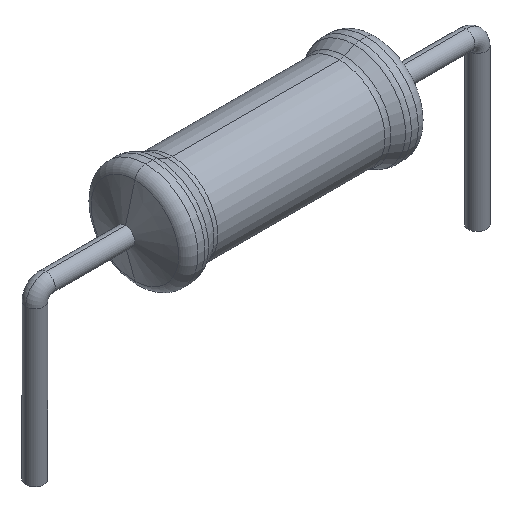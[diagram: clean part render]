
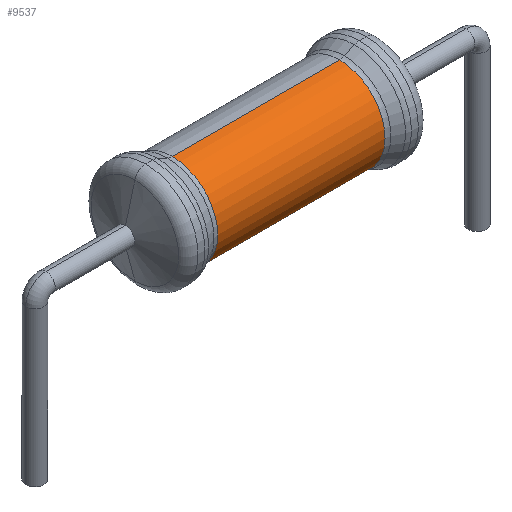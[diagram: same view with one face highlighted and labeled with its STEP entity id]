
A CAD part, isometric view. The second image highlights one B-rep face of the part: STEP entity #9537.
In plain terms, the highlighted cylindrical face has radius 2 mm (diameter 4 mm), a partial arc.
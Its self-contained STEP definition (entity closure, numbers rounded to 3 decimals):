
#325 = ORIENTED_EDGE ( 'NONE', *, *, #5959, .T. ) ;
#476 = VERTEX_POINT ( 'NONE', #5947 ) ;
#623 = AXIS2_PLACEMENT_3D ( 'NONE', #12020, #9823, #5648 ) ;
#956 = CARTESIAN_POINT ( 'NONE',  ( 3.687, 0., 2. ) ) ;
#1277 = CARTESIAN_POINT ( 'NONE',  ( -3.687, 0., 0. ) ) ;
#1417 = VECTOR ( 'NONE', #2828, 1000. ) ;
#2828 = DIRECTION ( 'NONE',  ( 1., 0., 0. ) ) ;
#3042 = VECTOR ( 'NONE', #13976, 1000. ) ;
#3364 = FACE_OUTER_BOUND ( 'NONE', #4039, .T. ) ;
#3865 = VERTEX_POINT ( 'NONE', #956 ) ;
#4013 = CARTESIAN_POINT ( 'NONE',  ( 0., 0., 2. ) ) ;
#4039 = EDGE_LOOP ( 'NONE', ( #4247, #7483, #325, #12966 ) ) ;
#4147 = LINE ( 'NONE', #4013, #1417 ) ;
#4242 = CARTESIAN_POINT ( 'NONE',  ( 3.687, 0., -2. ) ) ;
#4247 = ORIENTED_EDGE ( 'NONE', *, *, #5104, .F. ) ;
#4366 = DIRECTION ( 'NONE',  ( 0., 0., -1. ) ) ;
#4438 = CARTESIAN_POINT ( 'NONE',  ( 3.687, 0., 0. ) ) ;
#4441 = AXIS2_PLACEMENT_3D ( 'NONE', #1277, #12308, #13304 ) ;
#5104 = EDGE_CURVE ( 'NONE', #476, #3865, #4147, .T. ) ;
#5234 = EDGE_CURVE ( 'NONE', #5929, #3865, #5467, .T. ) ;
#5467 = CIRCLE ( 'NONE', #5922, 2. ) ;
#5648 = DIRECTION ( 'NONE',  ( 0., 0., -1. ) ) ;
#5670 = CARTESIAN_POINT ( 'NONE',  ( 0., 0., -2. ) ) ;
#5922 = AXIS2_PLACEMENT_3D ( 'NONE', #4438, #8826, #4366 ) ;
#5929 = VERTEX_POINT ( 'NONE', #4242 ) ;
#5947 = CARTESIAN_POINT ( 'NONE',  ( -3.687, 0., 2. ) ) ;
#5959 = EDGE_CURVE ( 'NONE', #13988, #5929, #6390, .T. ) ;
#6390 = LINE ( 'NONE', #5670, #3042 ) ;
#6831 = EDGE_CURVE ( 'NONE', #476, #13988, #11305, .T. ) ;
#7483 = ORIENTED_EDGE ( 'NONE', *, *, #6831, .T. ) ;
#8280 = CARTESIAN_POINT ( 'NONE',  ( -3.687, 0., -2. ) ) ;
#8826 = DIRECTION ( 'NONE',  ( -1., 0., 0. ) ) ;
#8877 = CYLINDRICAL_SURFACE ( 'NONE', #623, 2. ) ;
#9537 = ADVANCED_FACE ( 'NONE', ( #3364 ), #8877, .T. ) ;
#9823 = DIRECTION ( 'NONE',  ( 1., 0., 0. ) ) ;
#11305 = CIRCLE ( 'NONE', #4441, 2. ) ;
#12020 = CARTESIAN_POINT ( 'NONE',  ( 0., 0., 0. ) ) ;
#12308 = DIRECTION ( 'NONE',  ( 1., 0., 0. ) ) ;
#12966 = ORIENTED_EDGE ( 'NONE', *, *, #5234, .T. ) ;
#13304 = DIRECTION ( 'NONE',  ( 0., 0., -1. ) ) ;
#13976 = DIRECTION ( 'NONE',  ( 1., 0., 0. ) ) ;
#13988 = VERTEX_POINT ( 'NONE', #8280 ) ;
